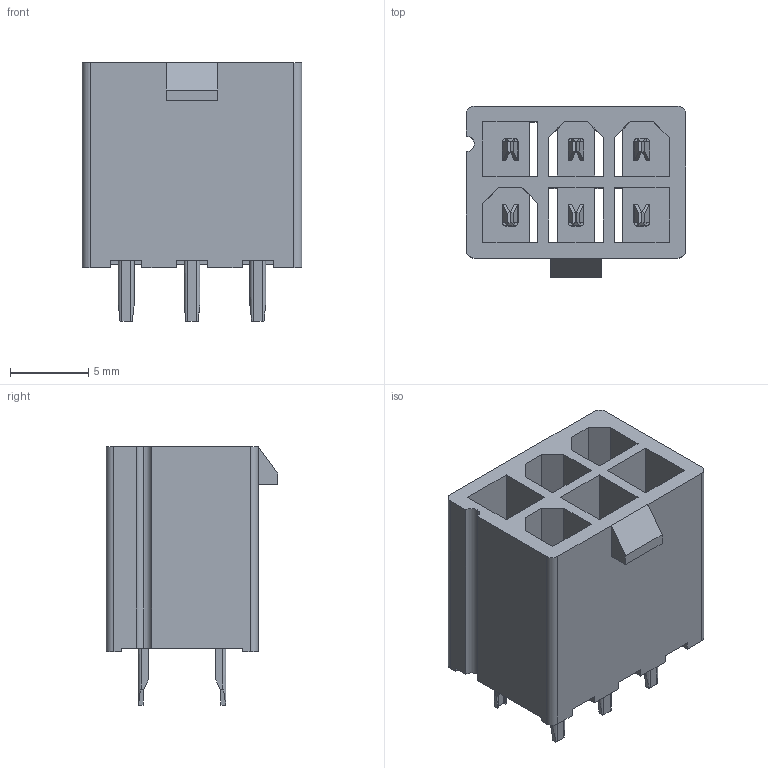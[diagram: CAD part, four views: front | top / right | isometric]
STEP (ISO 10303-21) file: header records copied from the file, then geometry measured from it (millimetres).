
FILE_DESCRIPTION (( 'STEP AP214' ), '1' );
FILE_NAME ('FWF42001-D06S22TK-REF.STEP', '2025-06-10T01:45:19', ( '' ), ( '' ), 'SwSTEP 2.0', 'SolidWorks 2021', '' );
FILE_SCHEMA (( 'AUTOMOTIVE_DESIGN' ));
Length unit declared in the file: millimetre
Products named in the file (1): FWF42001-D06S22TK-REF
Bounding box: 14 x 10.97 x 16.5 mm (x, y, z)
Volume: 1022.5 mm3; surface area: 1996.8 mm2
Topology: 1 solids, 1 shells, 521 faces, 1310 edges, 793 vertices
Faces by surface type: plane 419, cylinder 102
Entity records: 15170 total; most frequent: CARTESIAN_POINT 2769, ORIENTED_EDGE 2620, DIRECTION 2474, EDGE_CURVE 1310, VECTOR 1094, LINE 1094, VERTEX_POINT 793, AXIS2_PLACEMENT_3D 690
